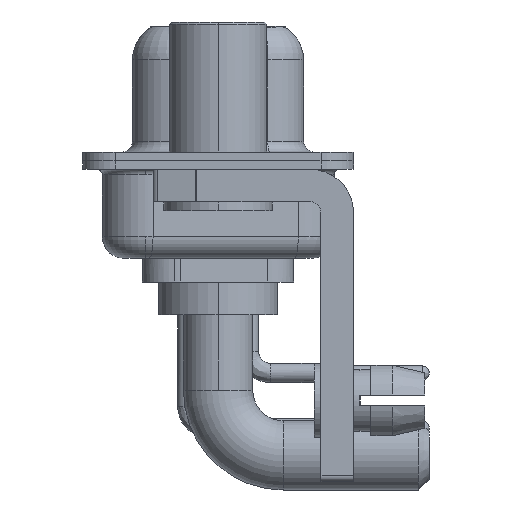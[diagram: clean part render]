
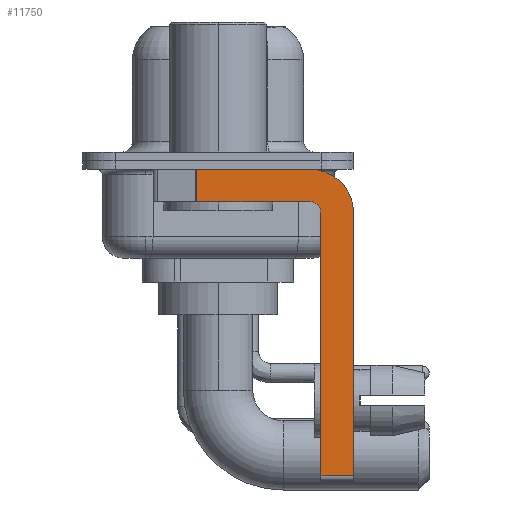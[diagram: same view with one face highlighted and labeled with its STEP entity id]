
A CAD part, left-side view. The second image highlights one B-rep face of the part: STEP entity #11750.
In plain terms, the highlighted planar face has unit normal (-1, 0, 0).
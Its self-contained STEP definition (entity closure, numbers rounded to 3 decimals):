
#407 = VERTEX_POINT ( 'NONE', #15744 ) ;
#582 = CARTESIAN_POINT ( 'NONE',  ( -2.9, -4.25, -1.9 ) ) ;
#659 = VECTOR ( 'NONE', #3936, 1000. ) ;
#983 = EDGE_CURVE ( 'NONE', #18956, #20339, #7353, .T. ) ;
#1419 = CARTESIAN_POINT ( 'NONE',  ( -2.9, -4.25, -14.55 ) ) ;
#1691 = ORIENTED_EDGE ( 'NONE', *, *, #8562, .F. ) ;
#2445 = DIRECTION ( 'NONE',  ( 1., 0., 0. ) ) ;
#2547 = VERTEX_POINT ( 'NONE', #9080 ) ;
#2567 = CARTESIAN_POINT ( 'NONE',  ( -2.9, 0.978, -1.9 ) ) ;
#2774 = EDGE_LOOP ( 'NONE', ( #20785, #23027, #12646, #10328, #22883, #7144, #1691, #10972 ) ) ;
#2909 = VECTOR ( 'NONE', #17919, 1000. ) ;
#3557 = CIRCLE ( 'NONE', #6259, 0.5 ) ;
#3936 = DIRECTION ( 'NONE',  ( 0., 0., -1. ) ) ;
#4101 = EDGE_CURVE ( 'NONE', #19742, #7639, #13811, .T. ) ;
#4507 = CARTESIAN_POINT ( 'NONE',  ( -2.9, -4.25, -2.4 ) ) ;
#4560 = LINE ( 'NONE', #17618, #12977 ) ;
#6259 = AXIS2_PLACEMENT_3D ( 'NONE', #4507, #17567, #11892 ) ;
#7079 = LINE ( 'NONE', #17809, #2909 ) ;
#7144 = ORIENTED_EDGE ( 'NONE', *, *, #20722, .T. ) ;
#7353 = CIRCLE ( 'NONE', #19147, 2. ) ;
#7565 = FACE_OUTER_BOUND ( 'NONE', #2774, .T. ) ;
#7639 = VERTEX_POINT ( 'NONE', #23907 ) ;
#7850 = CARTESIAN_POINT ( 'NONE',  ( -2.9, -6.25, -14.55 ) ) ;
#7975 = EDGE_CURVE ( 'NONE', #407, #18956, #4560, .T. ) ;
#8562 = EDGE_CURVE ( 'NONE', #20339, #12626, #7079, .T. ) ;
#8571 = VECTOR ( 'NONE', #22393, 1000. ) ;
#8891 = CARTESIAN_POINT ( 'NONE',  ( -2.9, -4.25, -2.4 ) ) ;
#9080 = CARTESIAN_POINT ( 'NONE',  ( -2.9, 0.978, -1.9 ) ) ;
#9817 = CARTESIAN_POINT ( 'NONE',  ( -2.9, -4.25, -1.9 ) ) ;
#10328 = ORIENTED_EDGE ( 'NONE', *, *, #10519, .F. ) ;
#10519 = EDGE_CURVE ( 'NONE', #7639, #16096, #3557, .T. ) ;
#10972 = ORIENTED_EDGE ( 'NONE', *, *, #983, .F. ) ;
#11066 = VECTOR ( 'NONE', #17136, 1000. ) ;
#11308 = CARTESIAN_POINT ( 'NONE',  ( -2.9, -6.25, -2.4 ) ) ;
#11410 = AXIS2_PLACEMENT_3D ( 'NONE', #8891, #14965, #16418 ) ;
#11750 = ADVANCED_FACE ( 'NONE', ( #7565 ), #12727, .F. ) ;
#11892 = DIRECTION ( 'NONE',  ( 0., 0., 1. ) ) ;
#11926 = LINE ( 'NONE', #582, #18312 ) ;
#12626 = VERTEX_POINT ( 'NONE', #7850 ) ;
#12646 = ORIENTED_EDGE ( 'NONE', *, *, #18744, .F. ) ;
#12727 = PLANE ( 'NONE',  #11410 ) ;
#12977 = VECTOR ( 'NONE', #18104, 1000. ) ;
#13298 = LINE ( 'NONE', #2567, #659 ) ;
#13536 = DIRECTION ( 'NONE',  ( 0., 0., -1. ) ) ;
#13811 = LINE ( 'NONE', #17512, #11066 ) ;
#14965 = DIRECTION ( 'NONE',  ( 1., 0., 0. ) ) ;
#15660 = CARTESIAN_POINT ( 'NONE',  ( -2.9, -4.75, -14.55 ) ) ;
#15744 = CARTESIAN_POINT ( 'NONE',  ( -2.9, 0.978, -0.4 ) ) ;
#16096 = VERTEX_POINT ( 'NONE', #9817 ) ;
#16239 = CARTESIAN_POINT ( 'NONE',  ( -2.9, -4.25, -0.4 ) ) ;
#16418 = DIRECTION ( 'NONE',  ( 0., 0., -1. ) ) ;
#17136 = DIRECTION ( 'NONE',  ( 0., 0., 1. ) ) ;
#17512 = CARTESIAN_POINT ( 'NONE',  ( -2.9, -4.75, -14.8 ) ) ;
#17567 = DIRECTION ( 'NONE',  ( -1., 0., 0. ) ) ;
#17618 = CARTESIAN_POINT ( 'NONE',  ( -2.9, 3., -0.4 ) ) ;
#17809 = CARTESIAN_POINT ( 'NONE',  ( -2.9, -6.25, -2.4 ) ) ;
#17919 = DIRECTION ( 'NONE',  ( 0., 0., -1. ) ) ;
#18104 = DIRECTION ( 'NONE',  ( 0., -1., 0. ) ) ;
#18312 = VECTOR ( 'NONE', #23387, 1000. ) ;
#18326 = LINE ( 'NONE', #1419, #8571 ) ;
#18744 = EDGE_CURVE ( 'NONE', #16096, #2547, #11926, .T. ) ;
#18956 = VERTEX_POINT ( 'NONE', #16239 ) ;
#19147 = AXIS2_PLACEMENT_3D ( 'NONE', #22904, #2445, #13536 ) ;
#19742 = VERTEX_POINT ( 'NONE', #15660 ) ;
#20339 = VERTEX_POINT ( 'NONE', #11308 ) ;
#20444 = EDGE_CURVE ( 'NONE', #407, #2547, #13298, .T. ) ;
#20722 = EDGE_CURVE ( 'NONE', #19742, #12626, #18326, .T. ) ;
#20785 = ORIENTED_EDGE ( 'NONE', *, *, #7975, .F. ) ;
#22393 = DIRECTION ( 'NONE',  ( 0., -1., 0. ) ) ;
#22883 = ORIENTED_EDGE ( 'NONE', *, *, #4101, .F. ) ;
#22904 = CARTESIAN_POINT ( 'NONE',  ( -2.9, -4.25, -2.4 ) ) ;
#23027 = ORIENTED_EDGE ( 'NONE', *, *, #20444, .T. ) ;
#23387 = DIRECTION ( 'NONE',  ( 0., 1., 0. ) ) ;
#23907 = CARTESIAN_POINT ( 'NONE',  ( -2.9, -4.75, -2.4 ) ) ;
